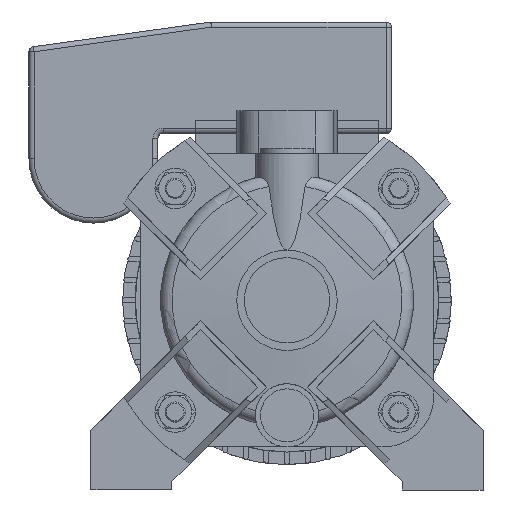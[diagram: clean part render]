
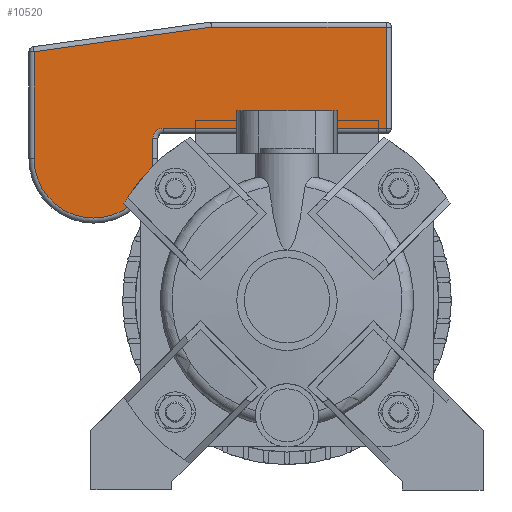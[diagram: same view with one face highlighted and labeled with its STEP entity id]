
A CAD part, left-side view. The second image highlights one B-rep face of the part: STEP entity #10520.
In plain terms, the highlighted planar face has unit normal (-1, 0, 0).
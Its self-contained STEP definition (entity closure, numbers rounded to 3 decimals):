
#1179=LINE('',#19070,#1958);
#1181=LINE('',#19079,#1960);
#1183=LINE('',#19117,#1962);
#1189=LINE('',#19133,#1968);
#1195=LINE('',#19142,#1974);
#1201=LINE('',#19151,#1980);
#1958=VECTOR('',#14347,10.);
#1960=VECTOR('',#14359,10.);
#1962=VECTOR('',#14403,10.);
#1968=VECTOR('',#14423,10.);
#1974=VECTOR('',#14435,10.);
#1980=VECTOR('',#14447,10.);
#2315=PLANE('',#11622);
#3031=FACE_OUTER_BOUND('',#3742,.T.);
#3742=EDGE_LOOP('',(#9649,#9650,#9651,#9652,#9653,#9654,#9655,#9656));
#4264=CIRCLE('',#11559,4.);
#4271=CIRCLE('',#11570,23.5);
#5253=VERTEX_POINT('',#19048);
#5255=VERTEX_POINT('',#19052);
#5258=VERTEX_POINT('',#19062);
#5259=VERTEX_POINT('',#19066);
#5261=VERTEX_POINT('',#19072);
#5267=VERTEX_POINT('',#19089);
#5273=VERTEX_POINT('',#19103);
#5276=VERTEX_POINT('',#19110);
#6702=EDGE_CURVE('',#5255,#5253,#4264,.T.);
#6710=EDGE_CURVE('',#5253,#5259,#1179,.T.);
#6713=EDGE_CURVE('',#5259,#5261,#4271,.T.);
#6715=EDGE_CURVE('',#5261,#5258,#1181,.T.);
#6732=EDGE_CURVE('',#5276,#5255,#1183,.T.);
#6741=EDGE_CURVE('',#5273,#5276,#1189,.T.);
#6747=EDGE_CURVE('',#5267,#5273,#1195,.T.);
#6753=EDGE_CURVE('',#5258,#5267,#1201,.T.);
#9649=ORIENTED_EDGE('',*,*,#6702,.F.);
#9650=ORIENTED_EDGE('',*,*,#6732,.F.);
#9651=ORIENTED_EDGE('',*,*,#6741,.F.);
#9652=ORIENTED_EDGE('',*,*,#6747,.F.);
#9653=ORIENTED_EDGE('',*,*,#6753,.F.);
#9654=ORIENTED_EDGE('',*,*,#6715,.F.);
#9655=ORIENTED_EDGE('',*,*,#6713,.F.);
#9656=ORIENTED_EDGE('',*,*,#6710,.F.);
#10520=ADVANCED_FACE('',(#3031),#2315,.F.);
#11559=AXIS2_PLACEMENT_3D('',#19054,#14328,#14329);
#11570=AXIS2_PLACEMENT_3D('',#19076,#14354,#14355);
#11622=AXIS2_PLACEMENT_3D('',#19185,#14490,#14491);
#14328=DIRECTION('center_axis',(-1.,0.,0.));
#14329=DIRECTION('ref_axis',(0.,0.707,0.707));
#14347=DIRECTION('',(0.,0.,-1.));
#14354=DIRECTION('center_axis',(1.,0.,0.));
#14355=DIRECTION('ref_axis',(0.,0.,-1.));
#14359=DIRECTION('',(0.,0.,1.));
#14403=DIRECTION('',(0.,1.,0.));
#14423=DIRECTION('',(0.,0.,-1.));
#14435=DIRECTION('',(0.,-1.,0.));
#14447=DIRECTION('',(0.,-0.99,0.138));
#14490=DIRECTION('center_axis',(1.,0.,0.));
#14491=DIRECTION('ref_axis',(0.,0.,-1.));
#19048=CARTESIAN_POINT('',(52.75,53.,139.));
#19052=CARTESIAN_POINT('',(52.75,49.,143.));
#19054=CARTESIAN_POINT('Origin',(52.75,49.,139.));
#19062=CARTESIAN_POINT('',(52.75,100.,173.259));
#19066=CARTESIAN_POINT('',(52.75,53.,131.));
#19070=CARTESIAN_POINT('',(52.75,53.,126.528));
#19072=CARTESIAN_POINT('',(52.75,100.,131.));
#19076=CARTESIAN_POINT('Origin',(52.75,76.5,131.));
#19079=CARTESIAN_POINT('',(52.75,100.,148.528));
#19089=CARTESIAN_POINT('',(52.75,29.862,183.));
#19103=CARTESIAN_POINT('',(52.75,-39.25,183.));
#19110=CARTESIAN_POINT('',(52.75,-39.25,143.));
#19117=CARTESIAN_POINT('',(52.75,63.75,143.));
#19133=CARTESIAN_POINT('',(52.75,-39.25,131.528));
#19142=CARTESIAN_POINT('',(52.75,38.25,183.));
#19151=CARTESIAN_POINT('',(52.75,56.823,179.255));
#19185=CARTESIAN_POINT('Origin',(52.75,76.5,122.057));
